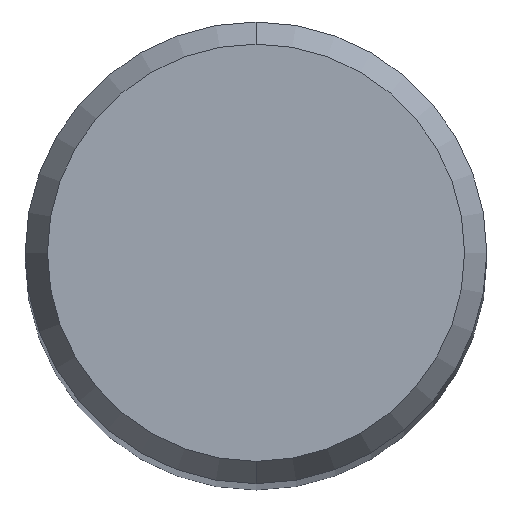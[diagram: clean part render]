
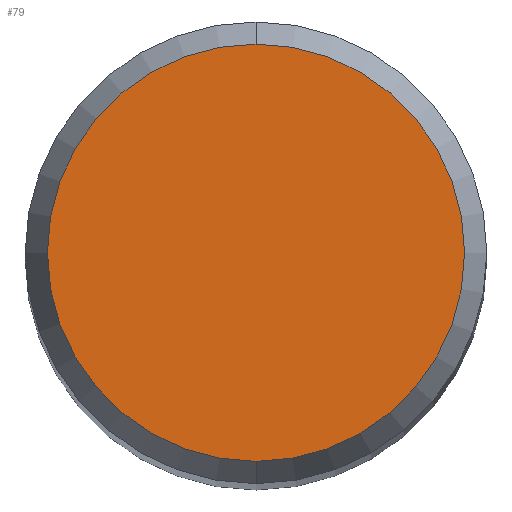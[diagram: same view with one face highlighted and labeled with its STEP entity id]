
A CAD part, top view. The second image highlights one B-rep face of the part: STEP entity #79.
In plain terms, the highlighted planar face has unit normal (0, 0, 1).
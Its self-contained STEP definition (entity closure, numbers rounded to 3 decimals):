
#79=ADVANCED_FACE('',(#160),#161,.T.);
#83=EDGE_CURVE('',#109,#105,#165,.T.);
#99=EDGE_CURVE('',#105,#109,#183,.T.);
#105=VERTEX_POINT('',#190);
#109=VERTEX_POINT('',#194);
#160=FACE_OUTER_BOUND('',#242,.T.);
#161=PLANE('',#243);
#165=CIRCLE('',#249,4.304);
#183=CIRCLE('',#273,4.304);
#190=CARTESIAN_POINT('',(0.0,4.304,0.0));
#194=CARTESIAN_POINT('',(0.,-4.304,0.0));
#242=EDGE_LOOP('',(#331,#332));
#243=AXIS2_PLACEMENT_3D('',#333,#334,#335);
#249=AXIS2_PLACEMENT_3D('',#339,#340,#341);
#273=AXIS2_PLACEMENT_3D('',#367,#368,#369);
#331=ORIENTED_EDGE('',*,*,#99,.F.);
#332=ORIENTED_EDGE('',*,*,#83,.F.);
#333=CARTESIAN_POINT('',(0.0,2.152,0.0));
#334=DIRECTION('',(-0.0,0.0,1.0));
#335=DIRECTION('',(0.0,-1.0,0.0));
#339=CARTESIAN_POINT('',(0.0,0.0,0.0));
#340=DIRECTION('',(0.0,0.0,-1.0));
#341=DIRECTION('',(0.0,1.0,0.0));
#367=CARTESIAN_POINT('',(0.0,0.0,0.0));
#368=DIRECTION('',(0.0,0.0,-1.0));
#369=DIRECTION('',(0.0,1.0,0.0));
